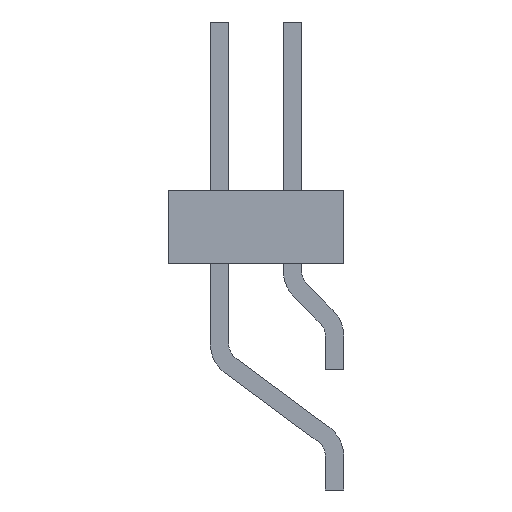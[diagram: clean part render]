
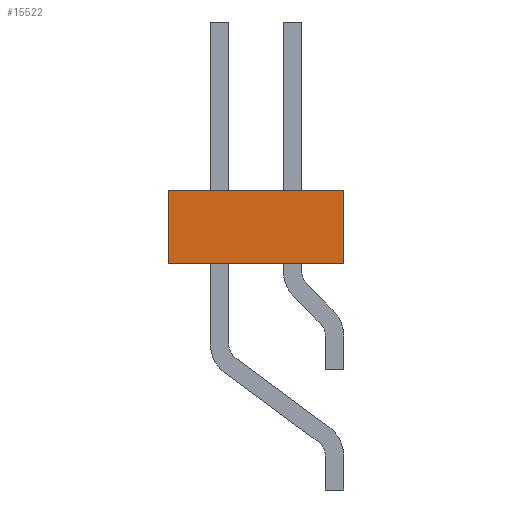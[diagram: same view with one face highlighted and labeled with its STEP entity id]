
A CAD part, left-side view. The second image highlights one B-rep face of the part: STEP entity #15522.
In plain terms, the highlighted planar face has unit normal (-1, 0, 0).
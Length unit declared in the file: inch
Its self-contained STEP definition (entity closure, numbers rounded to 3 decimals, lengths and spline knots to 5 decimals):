
#1540=ORIENTED_EDGE('',*,*,#5739,.T.);
#1541=ORIENTED_EDGE('',*,*,#5440,.F.);
#1542=ORIENTED_EDGE('',*,*,#5659,.F.);
#1543=ORIENTED_EDGE('',*,*,#5105,.T.);
#5105=EDGE_CURVE('',#7354,#7353,#8887,.T.);
#5440=EDGE_CURVE('',#7625,#7626,#9215,.T.);
#5659=EDGE_CURVE('',#7354,#7625,#9433,.T.);
#5739=EDGE_CURVE('',#7353,#7626,#9513,.T.);
#7353=VERTEX_POINT('',#21751);
#7354=VERTEX_POINT('',#21753);
#7625=VERTEX_POINT('',#22415);
#7626=VERTEX_POINT('',#22417);
#8887=LINE('',#21752,#10987);
#9215=LINE('',#22416,#11315);
#9433=LINE('',#22817,#11533);
#9513=LINE('',#22969,#11613);
#10987=VECTOR('',#17515,39.37008);
#11315=VECTOR('',#17971,39.37008);
#11533=VECTOR('',#18287,39.37008);
#11613=VECTOR('',#18383,39.37008);
#13050=EDGE_LOOP('',(#1540,#1541,#1542,#1543));
#13946=FACE_BOUND('',#13050,.T.);
#14810=PLANE('',#16379);
#15522=ADVANCED_FACE('',(#13946),#14810,.F.);
#16379=AXIS2_PLACEMENT_3D('',#23103,#18468,#18469);
#17515=DIRECTION('',(0.,0.,-1.));
#17971=DIRECTION('',(0.,0.,-1.));
#18287=DIRECTION('',(0.,-1.,0.));
#18383=DIRECTION('',(0.,-1.,0.));
#18468=DIRECTION('',(1.,0.,0.));
#18469=DIRECTION('',(0.,0.,-1.));
#21751=CARTESIAN_POINT('',(-0.4,0.12,-0.05));
#21752=CARTESIAN_POINT('',(-0.4,0.12,0.05));
#21753=CARTESIAN_POINT('',(-0.4,0.12,0.05));
#22415=CARTESIAN_POINT('',(-0.4,-0.12,0.05));
#22416=CARTESIAN_POINT('',(-0.4,-0.12,0.05));
#22417=CARTESIAN_POINT('',(-0.4,-0.12,-0.05));
#22817=CARTESIAN_POINT('',(-0.4,0.12,0.05));
#22969=CARTESIAN_POINT('',(-0.4,0.12,-0.05));
#23103=CARTESIAN_POINT('',(-0.4,0.12,0.05));
